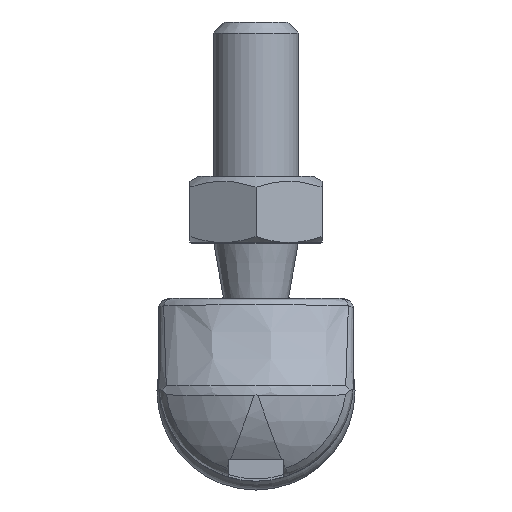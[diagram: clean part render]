
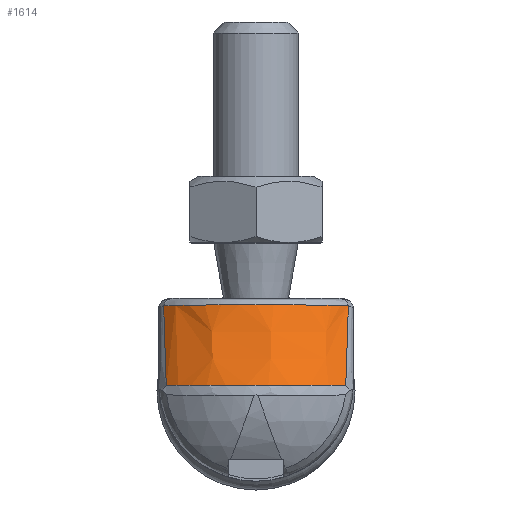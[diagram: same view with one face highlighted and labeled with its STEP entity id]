
A CAD part, left-side view. The second image highlights one B-rep face of the part: STEP entity #1614.
In plain terms, the highlighted free-form (B-spline) face has degree [3, 3] with [7, 4] control points.
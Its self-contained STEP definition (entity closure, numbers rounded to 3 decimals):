
#57=B_SPLINE_SURFACE_WITH_KNOTS('',3,3,((#3495,#3496,#3497,#3498),(#3499,
#3500,#3501,#3502),(#3503,#3504,#3505,#3506),(#3507,#3508,#3509,#3510),
(#3511,#3512,#3513,#3514),(#3515,#3516,#3517,#3518),(#3519,#3520,#3521,
#3522)),.UNSPECIFIED.,.F.,.F.,.F.,(4,1,1,1,4),(4,4),(0.042,
0.304,0.565,0.827,0.958),
(0.068,0.954),.UNSPECIFIED.);
#119=B_SPLINE_CURVE_WITH_KNOTS('',3,(#3402,#3403,#3404,#3405,#3406,#3407,
#3408),.UNSPECIFIED.,.F.,.F.,(4,1,1,1,4),(0.,0.505,1.01,
1.389,1.767),.UNSPECIFIED.);
#122=B_SPLINE_CURVE_WITH_KNOTS('',3,(#3476,#3477,#3478,#3479),
 .UNSPECIFIED.,.F.,.F.,(4,4),(0.079,0.926),
 .UNSPECIFIED.);
#126=B_SPLINE_CURVE_WITH_KNOTS('',3,(#3524,#3525,#3526,#3527),
 .UNSPECIFIED.,.F.,.F.,(4,4),(-0.926,-0.079),
 .UNSPECIFIED.);
#127=B_SPLINE_CURVE_WITH_KNOTS('',3,(#3528,#3529,#3530,#3531,#3532,#3533),
 .UNSPECIFIED.,.F.,.F.,(4,1,1,4),(-1.611,-0.963,
-0.514,-0.09),.UNSPECIFIED.);
#495=FACE_OUTER_BOUND('',#636,.T.);
#636=EDGE_LOOP('',(#1465,#1466,#1467,#1468));
#857=VERTEX_POINT('',#3359);
#858=VERTEX_POINT('',#3400);
#860=VERTEX_POINT('',#3475);
#862=VERTEX_POINT('',#3523);
#1063=EDGE_CURVE('',#857,#858,#119,.T.);
#1067=EDGE_CURVE('',#858,#860,#122,.T.);
#1071=EDGE_CURVE('',#862,#857,#126,.T.);
#1072=EDGE_CURVE('',#860,#862,#127,.T.);
#1465=ORIENTED_EDGE('',*,*,#1063,.F.);
#1466=ORIENTED_EDGE('',*,*,#1071,.F.);
#1467=ORIENTED_EDGE('',*,*,#1072,.F.);
#1468=ORIENTED_EDGE('',*,*,#1067,.F.);
#1614=ADVANCED_FACE('',(#495),#57,.F.);
#3359=CARTESIAN_POINT('',(8.389,21.147,-0.674));
#3400=CARTESIAN_POINT('',(-8.389,21.147,-0.674));
#3402=CARTESIAN_POINT('Ctrl Pts',(8.389,21.147,-0.674));
#3403=CARTESIAN_POINT('Ctrl Pts',(7.263,22.615,-0.632));
#3404=CARTESIAN_POINT('Ctrl Pts',(4.224,24.931,-0.574));
#3405=CARTESIAN_POINT('Ctrl Pts',(-0.967,25.605,-0.558));
#3406=CARTESIAN_POINT('Ctrl Pts',(-5.415,24.104,-0.594));
#3407=CARTESIAN_POINT('Ctrl Pts',(-7.545,22.248,-0.643));
#3408=CARTESIAN_POINT('Ctrl Pts',(-8.389,21.147,-0.674));
#3475=CARTESIAN_POINT('',(-8.156,25.547,-7.917));
#3476=CARTESIAN_POINT('Ctrl Pts',(-8.389,21.147,-0.674));
#3477=CARTESIAN_POINT('Ctrl Pts',(-8.318,22.621,-3.084));
#3478=CARTESIAN_POINT('Ctrl Pts',(-8.24,24.088,-5.498));
#3479=CARTESIAN_POINT('Ctrl Pts',(-8.156,25.547,-7.917));
#3495=CARTESIAN_POINT('Ctrl Pts',(8.39,21.082,-0.564));
#3496=CARTESIAN_POINT('Ctrl Pts',(8.365,22.519,-3.015));
#3497=CARTESIAN_POINT('Ctrl Pts',(8.34,23.955,-5.466));
#3498=CARTESIAN_POINT('Ctrl Pts',(8.315,25.392,-7.917));
#3499=CARTESIAN_POINT('Ctrl Pts',(7.279,22.562,-0.564));
#3500=CARTESIAN_POINT('Ctrl Pts',(7.208,23.917,-3.015));
#3501=CARTESIAN_POINT('Ctrl Pts',(7.139,25.273,-5.466));
#3502=CARTESIAN_POINT('Ctrl Pts',(7.068,26.629,-7.917));
#3503=CARTESIAN_POINT('Ctrl Pts',(4.253,24.918,-0.564));
#3504=CARTESIAN_POINT('Ctrl Pts',(4.173,26.124,-3.015));
#3505=CARTESIAN_POINT('Ctrl Pts',(4.092,27.33,-5.466));
#3506=CARTESIAN_POINT('Ctrl Pts',(4.012,28.536,-7.917));
#3507=CARTESIAN_POINT('Ctrl Pts',(-1.453,25.679,-0.564));
#3508=CARTESIAN_POINT('Ctrl Pts',(-1.422,26.832,-3.015));
#3509=CARTESIAN_POINT('Ctrl Pts',(-1.391,27.986,-5.466));
#3510=CARTESIAN_POINT('Ctrl Pts',(-1.36,29.139,-7.917));
#3511=CARTESIAN_POINT('Ctrl Pts',(-5.874,23.824,-0.564));
#3512=CARTESIAN_POINT('Ctrl Pts',(-5.787,25.102,-3.015));
#3513=CARTESIAN_POINT('Ctrl Pts',(-5.701,26.38,-5.466));
#3514=CARTESIAN_POINT('Ctrl Pts',(-5.614,27.658,-7.917));
#3515=CARTESIAN_POINT('Ctrl Pts',(-7.835,21.822,-0.564));
#3516=CARTESIAN_POINT('Ctrl Pts',(-7.787,23.218,-3.015));
#3517=CARTESIAN_POINT('Ctrl Pts',(-7.739,24.614,-5.466));
#3518=CARTESIAN_POINT('Ctrl Pts',(-7.692,26.01,-7.917));
#3519=CARTESIAN_POINT('Ctrl Pts',(-8.39,21.082,-0.564));
#3520=CARTESIAN_POINT('Ctrl Pts',(-8.365,22.519,-3.015));
#3521=CARTESIAN_POINT('Ctrl Pts',(-8.34,23.955,-5.466));
#3522=CARTESIAN_POINT('Ctrl Pts',(-8.315,25.392,-7.917));
#3523=CARTESIAN_POINT('',(8.156,25.547,-7.917));
#3524=CARTESIAN_POINT('Ctrl Pts',(8.156,25.547,-7.917));
#3525=CARTESIAN_POINT('Ctrl Pts',(8.24,24.088,-5.498));
#3526=CARTESIAN_POINT('Ctrl Pts',(8.318,22.621,-3.084));
#3527=CARTESIAN_POINT('Ctrl Pts',(8.389,21.147,-0.674));
#3528=CARTESIAN_POINT('Ctrl Pts',(-8.156,25.547,-7.917));
#3529=CARTESIAN_POINT('Ctrl Pts',(-6.294,27.306,-7.889));
#3530=CARTESIAN_POINT('Ctrl Pts',(-2.166,29.211,-7.863));
#3531=CARTESIAN_POINT('Ctrl Pts',(3.933,28.52,-7.872));
#3532=CARTESIAN_POINT('Ctrl Pts',(6.94,26.697,-7.899));
#3533=CARTESIAN_POINT('Ctrl Pts',(8.156,25.547,-7.917));
